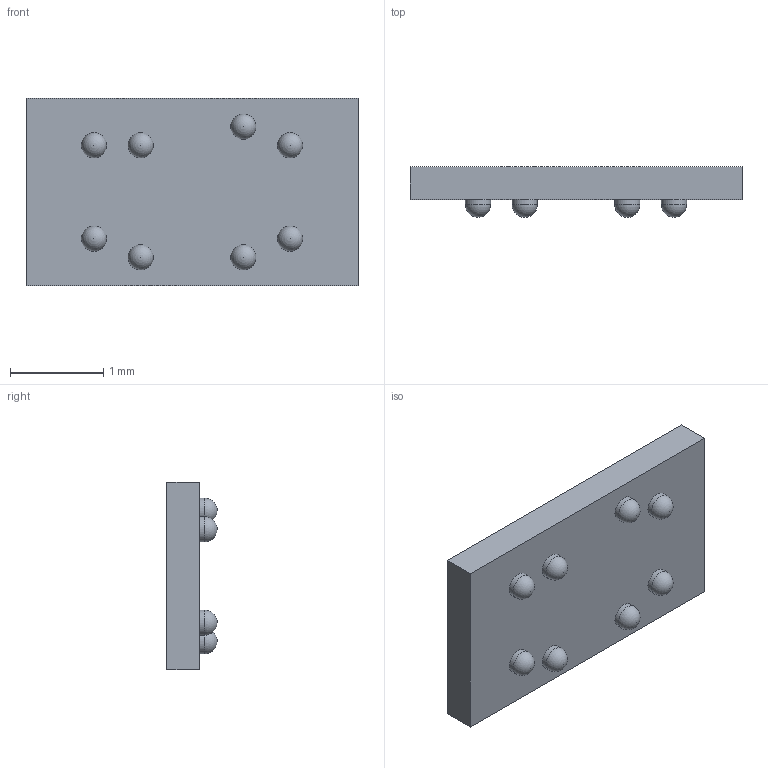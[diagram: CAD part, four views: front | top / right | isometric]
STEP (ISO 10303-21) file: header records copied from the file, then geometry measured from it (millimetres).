
FILE_DESCRIPTION(/* description */ (''),/* implementation_level */ '2;1');
FILE_NAME(/* name */ 'M24M02_WLCSP-8.step',/* time_stamp */ '2020-07-13T21:14:32-07:00',/* author */ (''),/* organization */ (''),/* preprocessor_version */ 'ST-DEVELOPER v18.1',/* originating_system */ 'Autodesk Translation Framework v9.3.0.1241',/* authorisation */ '');
FILE_SCHEMA (('AUTOMOTIVE_DESIGN { 1 0 10303 214 3 1 1 }'));
Length unit declared in the file: millimetre
Products named in the file (1): (Unsaved)
Bounding box: 3.56 x 0.54 x 2.01 mm (x, y, z)
Volume: 2.6 mm3; surface area: 19 mm2
Topology: 1 solids, 1 shells, 22 faces, 60 edges, 40 vertices
Faces by surface type: sphere 8, cylinder 8, plane 6
Full cylindrical faces by diameter (mm): 0.27 x8
Entity records: 709 total; most frequent: DIRECTION 130, CARTESIAN_POINT 115, ORIENTED_EDGE 104, AXIS2_PLACEMENT_3D 55, EDGE_CURVE 52, VERTEX_POINT 40, CIRCLE 32, EDGE_LOOP 30
